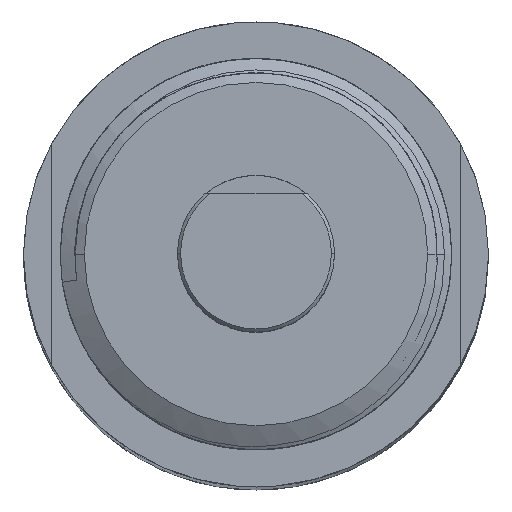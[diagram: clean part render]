
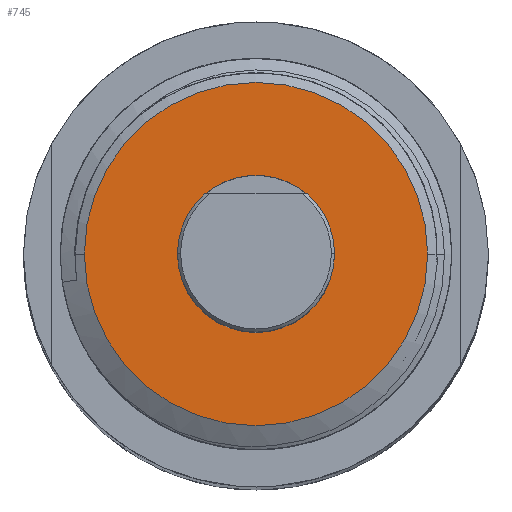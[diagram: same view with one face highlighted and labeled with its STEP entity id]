
A CAD part, top view. The second image highlights one B-rep face of the part: STEP entity #745.
In plain terms, the highlighted planar face has unit normal (0, 0, 1).
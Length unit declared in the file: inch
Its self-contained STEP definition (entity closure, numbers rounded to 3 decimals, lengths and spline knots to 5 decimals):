
#56 = EDGE_CURVE ( 'NONE', #57, #58, #902, .T. ) ;
#57 = VERTEX_POINT ( 'NONE', #999 ) ;
#58 = VERTEX_POINT ( 'NONE', #998 ) ;
#166 = VERTEX_POINT ( 'NONE', #1471 ) ;
#168 = EDGE_CURVE ( 'NONE', #169, #166, #1470, .T. ) ;
#169 = VERTEX_POINT ( 'NONE', #1465 ) ;
#684 = EDGE_CURVE ( 'NONE', #58, #57, #2764, .T. ) ;
#738 = EDGE_CURVE ( 'NONE', #166, #169, #3383, .T. ) ;
#739 = EDGE_LOOP ( 'NONE', ( #746, #771 ) ) ;
#740 = ORIENTED_EDGE ( 'NONE', *, *, #738, .T. ) ;
#745 = ADVANCED_FACE ( 'NONE', ( #3344, #3339 ), #3338, .F. ) ;
#746 = ORIENTED_EDGE ( 'NONE', *, *, #684, .T. ) ;
#771 = ORIENTED_EDGE ( 'NONE', *, *, #56, .T. ) ;
#772 = EDGE_LOOP ( 'NONE', ( #773, #740 ) ) ;
#773 = ORIENTED_EDGE ( 'NONE', *, *, #168, .T. ) ;
#902 = CIRCLE ( 'NONE', #1003, 0.2732 ) ;
#998 = CARTESIAN_POINT ( 'NONE',  ( -0.2732, 0., 0.28 ) ) ;
#999 = CARTESIAN_POINT ( 'NONE',  ( 0.2732, 0., 0.28 ) ) ;
#1000 = DIRECTION ( 'NONE',  ( -1., 0., 0. ) ) ;
#1001 = DIRECTION ( 'NONE',  ( 0., 0., 1. ) ) ;
#1002 = CARTESIAN_POINT ( 'NONE',  ( 0., 0., 0.28 ) ) ;
#1003 = AXIS2_PLACEMENT_3D ( 'NONE', #1002, #1001, #1000 ) ;
#1465 = CARTESIAN_POINT ( 'NONE',  ( -0.125, 0., 0.28 ) ) ;
#1466 = DIRECTION ( 'NONE',  ( -1., 0., 0. ) ) ;
#1467 = DIRECTION ( 'NONE',  ( 0., 0., -1. ) ) ;
#1468 = CARTESIAN_POINT ( 'NONE',  ( 0., 0., 0.28 ) ) ;
#1469 = AXIS2_PLACEMENT_3D ( 'NONE', #1468, #1467, #1466 ) ;
#1470 = CIRCLE ( 'NONE', #1469, 0.125 ) ;
#1471 = CARTESIAN_POINT ( 'NONE',  ( 0.125, 0., 0.28 ) ) ;
#2764 = CIRCLE ( 'NONE', #2861, 0.2732 ) ;
#2769 = CARTESIAN_POINT ( 'NONE',  ( 0., 0., 0.28 ) ) ;
#2859 = DIRECTION ( 'NONE',  ( -1., 0., 0. ) ) ;
#2860 = DIRECTION ( 'NONE',  ( 0., 0., 1. ) ) ;
#2861 = AXIS2_PLACEMENT_3D ( 'NONE', #2769, #2860, #2859 ) ;
#3334 = DIRECTION ( 'NONE',  ( -1., 0., 0. ) ) ;
#3335 = DIRECTION ( 'NONE',  ( 0., 0., -1. ) ) ;
#3336 = CARTESIAN_POINT ( 'NONE',  ( 0.3125, 0., 0.28 ) ) ;
#3337 = AXIS2_PLACEMENT_3D ( 'NONE', #3336, #3335, #3334 ) ;
#3338 = PLANE ( 'NONE',  #3337 ) ;
#3339 = FACE_BOUND ( 'NONE', #772, .T. ) ;
#3344 = FACE_OUTER_BOUND ( 'NONE', #739, .T. ) ;
#3380 = DIRECTION ( 'NONE',  ( -1., 0., 0. ) ) ;
#3381 = DIRECTION ( 'NONE',  ( 0., 0., -1. ) ) ;
#3382 = AXIS2_PLACEMENT_3D ( 'NONE', #3388, #3381, #3380 ) ;
#3383 = CIRCLE ( 'NONE', #3382, 0.125 ) ;
#3388 = CARTESIAN_POINT ( 'NONE',  ( 0., 0., 0.28 ) ) ;
